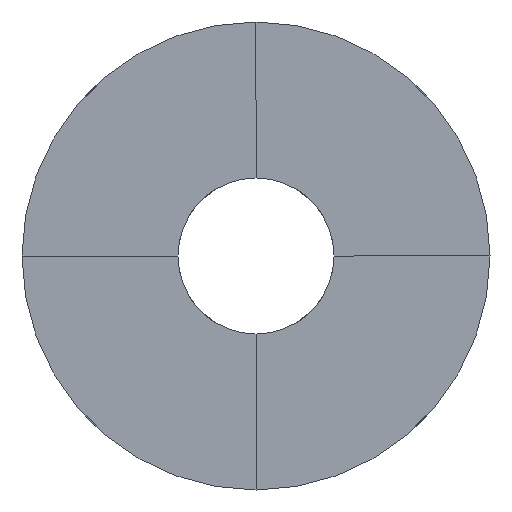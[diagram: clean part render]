
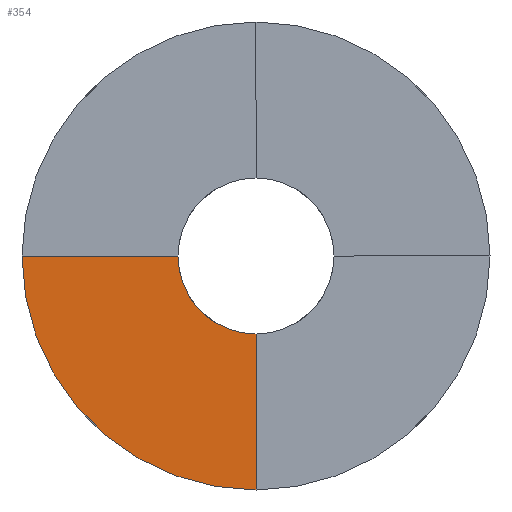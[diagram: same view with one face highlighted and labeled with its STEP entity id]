
A CAD part, front view. The second image highlights one B-rep face of the part: STEP entity #354.
In plain terms, the highlighted free-form (B-spline) face has degree [1, 1] with [2, 2] control points.
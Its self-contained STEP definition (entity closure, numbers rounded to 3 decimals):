
#104 = EDGE_CURVE ( 'NONE', #1410, #1113, #259, .T. ) ;
#136 = DIRECTION ( 'NONE',  ( 0., 0., -1. ) ) ;
#139 = CARTESIAN_POINT ( 'NONE',  ( -5., 0., 0. ) ) ;
#238 = AXIS2_PLACEMENT_3D ( 'NONE', #557, #585, #136 ) ;
#248 = EDGE_CURVE ( 'NONE', #1176, #655, #745, .T. ) ;
#259 = CIRCLE ( 'NONE', #752, 15. ) ;
#354 = ADVANCED_FACE ( 'NONE', ( #1272 ), #747, .T. ) ;
#432 = CARTESIAN_POINT ( 'NONE',  ( -15., 0., 0. ) ) ;
#447 = CARTESIAN_POINT ( 'NONE',  ( 0., 0., -5. ) ) ;
#516 = DIRECTION ( 'NONE',  ( 0., 0., -1. ) ) ;
#557 = CARTESIAN_POINT ( 'NONE',  ( 0., 0., 0. ) ) ;
#585 = DIRECTION ( 'NONE',  ( 0., 1., 0. ) ) ;
#655 = VERTEX_POINT ( 'NONE', #1744 ) ;
#720 = CARTESIAN_POINT ( 'NONE',  ( -15., 0., -15. ) ) ;
#745 = CIRCLE ( 'NONE', #238, 5. ) ;
#747 = B_SPLINE_SURFACE_WITH_KNOTS ( 'NONE', 1, 1, ( 
 ( #432, #1630 ),
 ( #720, #1183 ) ),
 .UNSPECIFIED., .F., .F., .F.,
 ( 2, 2 ),
 ( 2, 2 ),
 ( 0., 1. ),
 ( 0., 1. ),
 .UNSPECIFIED. ) ;
#752 = AXIS2_PLACEMENT_3D ( 'NONE', #1245, #1405, #516 ) ;
#840 = ORIENTED_EDGE ( 'NONE', *, *, #1084, .T. ) ;
#963 = DIRECTION ( 'NONE',  ( 0., 0., -1. ) ) ;
#1020 = ORIENTED_EDGE ( 'NONE', *, *, #104, .F. ) ;
#1023 = LINE ( 'NONE', #1859, #1071 ) ;
#1071 = VECTOR ( 'NONE', #963, 1000. ) ;
#1079 = EDGE_LOOP ( 'NONE', ( #1465, #1490, #840, #1020 ) ) ;
#1084 = EDGE_CURVE ( 'NONE', #655, #1113, #1584, .T. ) ;
#1091 = CARTESIAN_POINT ( 'NONE',  ( 0., 0., -15. ) ) ;
#1113 = VERTEX_POINT ( 'NONE', #1651 ) ;
#1176 = VERTEX_POINT ( 'NONE', #447 ) ;
#1183 = CARTESIAN_POINT ( 'NONE',  ( 0., 0., -15. ) ) ;
#1218 = EDGE_CURVE ( 'NONE', #1176, #1410, #1023, .T. ) ;
#1245 = CARTESIAN_POINT ( 'NONE',  ( 0., 0., 0. ) ) ;
#1272 = FACE_OUTER_BOUND ( 'NONE', #1079, .T. ) ;
#1405 = DIRECTION ( 'NONE',  ( 0., 1., 0. ) ) ;
#1410 = VERTEX_POINT ( 'NONE', #1091 ) ;
#1453 = DIRECTION ( 'NONE',  ( -1., 0., 0. ) ) ;
#1465 = ORIENTED_EDGE ( 'NONE', *, *, #1218, .F. ) ;
#1490 = ORIENTED_EDGE ( 'NONE', *, *, #248, .T. ) ;
#1530 = VECTOR ( 'NONE', #1453, 1000. ) ;
#1584 = LINE ( 'NONE', #139, #1530 ) ;
#1630 = CARTESIAN_POINT ( 'NONE',  ( 0., 0., 0. ) ) ;
#1651 = CARTESIAN_POINT ( 'NONE',  ( -15., 0., 0. ) ) ;
#1744 = CARTESIAN_POINT ( 'NONE',  ( -5., 0., 0. ) ) ;
#1859 = CARTESIAN_POINT ( 'NONE',  ( 0., 0., -5. ) ) ;
